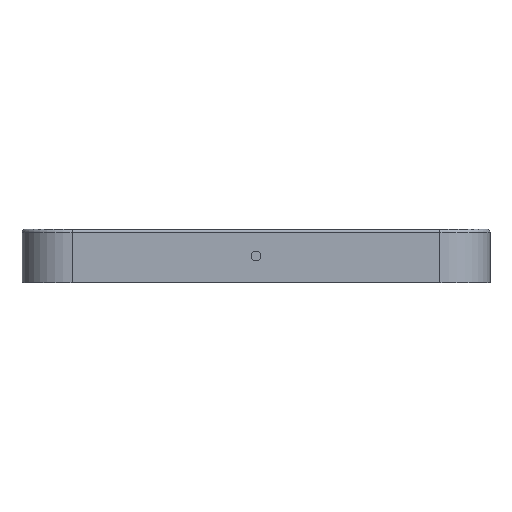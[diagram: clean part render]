
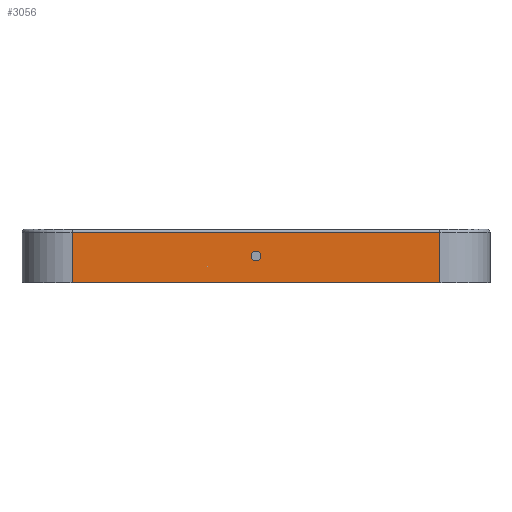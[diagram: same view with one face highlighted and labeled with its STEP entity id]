
A CAD part, left-side view. The second image highlights one B-rep face of the part: STEP entity #3056.
In plain terms, the highlighted planar face has unit normal (-1, 0, 0).
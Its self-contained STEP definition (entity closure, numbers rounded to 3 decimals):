
#296 = PLANE('',#297);
#297 = AXIS2_PLACEMENT_3D('',#298,#299,#300);
#298 = CARTESIAN_POINT('',(55.,-70.,30.));
#299 = DIRECTION('',(0.,0.,-1.));
#300 = DIRECTION('',(-1.,0.,0.));
#837 = VERTEX_POINT('',#838);
#838 = CARTESIAN_POINT('',(-55.,-55.,30.));
#853 = CYLINDRICAL_SURFACE('',#854,15.);
#854 = AXIS2_PLACEMENT_3D('',#855,#856,#857);
#855 = CARTESIAN_POINT('',(-40.,-55.,46.));
#856 = DIRECTION('',(0.,0.,-1.));
#857 = DIRECTION('',(0.,-1.,0.));
#865 = EDGE_CURVE('',#837,#866,#868,.T.);
#866 = VERTEX_POINT('',#867);
#867 = CARTESIAN_POINT('',(-55.,55.,30.));
#868 = SURFACE_CURVE('',#869,(#873,#880),.PCURVE_S1.);
#869 = LINE('',#870,#871);
#870 = CARTESIAN_POINT('',(-55.,-70.,30.));
#871 = VECTOR('',#872,1.);
#872 = DIRECTION('',(0.,1.,0.));
#873 = PCURVE('',#296,#874);
#874 = DEFINITIONAL_REPRESENTATION('',(#875),#879);
#875 = LINE('',#876,#877);
#876 = CARTESIAN_POINT('',(110.,0.));
#877 = VECTOR('',#878,1.);
#878 = DIRECTION('',(0.,1.));
#879 = ( GEOMETRIC_REPRESENTATION_CONTEXT(2) 
PARAMETRIC_REPRESENTATION_CONTEXT() REPRESENTATION_CONTEXT('2D SPACE',''
  ) );
#880 = PCURVE('',#881,#886);
#881 = PLANE('',#882);
#882 = AXIS2_PLACEMENT_3D('',#883,#884,#885);
#883 = CARTESIAN_POINT('',(-55.,-70.,46.));
#884 = DIRECTION('',(-1.,0.,0.));
#885 = DIRECTION('',(0.,0.,-1.));
#886 = DEFINITIONAL_REPRESENTATION('',(#887),#891);
#887 = LINE('',#888,#889);
#888 = CARTESIAN_POINT('',(16.,0.));
#889 = VECTOR('',#890,1.);
#890 = DIRECTION('',(0.,-1.));
#891 = ( GEOMETRIC_REPRESENTATION_CONTEXT(2) 
PARAMETRIC_REPRESENTATION_CONTEXT() REPRESENTATION_CONTEXT('2D SPACE',''
  ) );
#914 = CYLINDRICAL_SURFACE('',#915,15.);
#915 = AXIS2_PLACEMENT_3D('',#916,#917,#918);
#916 = CARTESIAN_POINT('',(-40.,55.,46.));
#917 = DIRECTION('',(0.,0.,-1.));
#918 = DIRECTION('',(0.,1.,0.));
#1796 = CYLINDRICAL_SURFACE('',#1797,1.);
#1797 = AXIS2_PLACEMENT_3D('',#1798,#1799,#1800);
#1798 = CARTESIAN_POINT('',(-54.,-70.,45.));
#1799 = DIRECTION('',(0.,1.,0.));
#1800 = DIRECTION('',(0.,0.,1.));
#3012 = VERTEX_POINT('',#3013);
#3013 = CARTESIAN_POINT('',(-55.,-55.,45.));
#3035 = EDGE_CURVE('',#3012,#837,#3036,.T.);
#3036 = SURFACE_CURVE('',#3037,(#3041,#3048),.PCURVE_S1.);
#3037 = LINE('',#3038,#3039);
#3038 = CARTESIAN_POINT('',(-55.,-55.,46.));
#3039 = VECTOR('',#3040,1.);
#3040 = DIRECTION('',(0.,0.,-1.));
#3041 = PCURVE('',#853,#3042);
#3042 = DEFINITIONAL_REPRESENTATION('',(#3043),#3047);
#3043 = LINE('',#3044,#3045);
#3044 = CARTESIAN_POINT('',(1.571,0.));
#3045 = VECTOR('',#3046,1.);
#3046 = DIRECTION('',(0.,1.));
#3047 = ( GEOMETRIC_REPRESENTATION_CONTEXT(2) 
PARAMETRIC_REPRESENTATION_CONTEXT() REPRESENTATION_CONTEXT('2D SPACE',''
  ) );
#3048 = PCURVE('',#881,#3049);
#3049 = DEFINITIONAL_REPRESENTATION('',(#3050),#3054);
#3050 = LINE('',#3051,#3052);
#3051 = CARTESIAN_POINT('',(0.,-15.));
#3052 = VECTOR('',#3053,1.);
#3053 = DIRECTION('',(1.,0.));
#3054 = ( GEOMETRIC_REPRESENTATION_CONTEXT(2) 
PARAMETRIC_REPRESENTATION_CONTEXT() REPRESENTATION_CONTEXT('2D SPACE',''
  ) );
#3056 = ADVANCED_FACE('',(#3057,#3105),#881,.T.);
#3057 = FACE_BOUND('',#3058,.T.);
#3058 = EDGE_LOOP('',(#3059,#3060,#3061,#3084));
#3059 = ORIENTED_EDGE('',*,*,#865,.F.);
#3060 = ORIENTED_EDGE('',*,*,#3035,.F.);
#3061 = ORIENTED_EDGE('',*,*,#3062,.T.);
#3062 = EDGE_CURVE('',#3012,#3063,#3065,.T.);
#3063 = VERTEX_POINT('',#3064);
#3064 = CARTESIAN_POINT('',(-55.,55.,45.));
#3065 = SURFACE_CURVE('',#3066,(#3070,#3077),.PCURVE_S1.);
#3066 = LINE('',#3067,#3068);
#3067 = CARTESIAN_POINT('',(-55.,-70.,45.));
#3068 = VECTOR('',#3069,1.);
#3069 = DIRECTION('',(0.,1.,0.));
#3070 = PCURVE('',#881,#3071);
#3071 = DEFINITIONAL_REPRESENTATION('',(#3072),#3076);
#3072 = LINE('',#3073,#3074);
#3073 = CARTESIAN_POINT('',(1.,0.));
#3074 = VECTOR('',#3075,1.);
#3075 = DIRECTION('',(0.,-1.));
#3076 = ( GEOMETRIC_REPRESENTATION_CONTEXT(2) 
PARAMETRIC_REPRESENTATION_CONTEXT() REPRESENTATION_CONTEXT('2D SPACE',''
  ) );
#3077 = PCURVE('',#1796,#3078);
#3078 = DEFINITIONAL_REPRESENTATION('',(#3079),#3083);
#3079 = LINE('',#3080,#3081);
#3080 = CARTESIAN_POINT('',(-1.571,0.));
#3081 = VECTOR('',#3082,1.);
#3082 = DIRECTION('',(-0.,1.));
#3083 = ( GEOMETRIC_REPRESENTATION_CONTEXT(2) 
PARAMETRIC_REPRESENTATION_CONTEXT() REPRESENTATION_CONTEXT('2D SPACE',''
  ) );
#3084 = ORIENTED_EDGE('',*,*,#3085,.T.);
#3085 = EDGE_CURVE('',#3063,#866,#3086,.T.);
#3086 = SURFACE_CURVE('',#3087,(#3091,#3098),.PCURVE_S1.);
#3087 = LINE('',#3088,#3089);
#3088 = CARTESIAN_POINT('',(-55.,55.,46.));
#3089 = VECTOR('',#3090,1.);
#3090 = DIRECTION('',(0.,0.,-1.));
#3091 = PCURVE('',#881,#3092);
#3092 = DEFINITIONAL_REPRESENTATION('',(#3093),#3097);
#3093 = LINE('',#3094,#3095);
#3094 = CARTESIAN_POINT('',(0.,-125.));
#3095 = VECTOR('',#3096,1.);
#3096 = DIRECTION('',(1.,0.));
#3097 = ( GEOMETRIC_REPRESENTATION_CONTEXT(2) 
PARAMETRIC_REPRESENTATION_CONTEXT() REPRESENTATION_CONTEXT('2D SPACE',''
  ) );
#3098 = PCURVE('',#914,#3099);
#3099 = DEFINITIONAL_REPRESENTATION('',(#3100),#3104);
#3100 = LINE('',#3101,#3102);
#3101 = CARTESIAN_POINT('',(-1.571,0.));
#3102 = VECTOR('',#3103,1.);
#3103 = DIRECTION('',(-0.,1.));
#3104 = ( GEOMETRIC_REPRESENTATION_CONTEXT(2) 
PARAMETRIC_REPRESENTATION_CONTEXT() REPRESENTATION_CONTEXT('2D SPACE',''
  ) );
#3105 = FACE_BOUND('',#3106,.T.);
#3106 = EDGE_LOOP('',(#3107));
#3107 = ORIENTED_EDGE('',*,*,#3108,.T.);
#3108 = EDGE_CURVE('',#3109,#3109,#3111,.T.);
#3109 = VERTEX_POINT('',#3110);
#3110 = CARTESIAN_POINT('',(-55.,0.,36.6));
#3111 = SURFACE_CURVE('',#3112,(#3117,#3128),.PCURVE_S1.);
#3112 = CIRCLE('',#3113,1.4);
#3113 = AXIS2_PLACEMENT_3D('',#3114,#3115,#3116);
#3114 = CARTESIAN_POINT('',(-55.,0.,38.));
#3115 = DIRECTION('',(1.,0.,0.));
#3116 = DIRECTION('',(0.,0.,-1.));
#3117 = PCURVE('',#881,#3118);
#3118 = DEFINITIONAL_REPRESENTATION('',(#3119),#3127);
#3119 = ( BOUNDED_CURVE() B_SPLINE_CURVE(2,(#3120,#3121,#3122,#3123,
#3124,#3125,#3126),.UNSPECIFIED.,.T.,.F.) B_SPLINE_CURVE_WITH_KNOTS((1,2
    ,2,2,2,1),(-2.094,0.,2.094,4.189,
6.283,8.378),.UNSPECIFIED.) CURVE() 
GEOMETRIC_REPRESENTATION_ITEM() RATIONAL_B_SPLINE_CURVE((1.,0.5,1.,0.5,
1.,0.5,1.)) REPRESENTATION_ITEM('') );
#3120 = CARTESIAN_POINT('',(9.4,-70.));
#3121 = CARTESIAN_POINT('',(9.4,-72.425));
#3122 = CARTESIAN_POINT('',(7.3,-71.212));
#3123 = CARTESIAN_POINT('',(5.2,-70.));
#3124 = CARTESIAN_POINT('',(7.3,-68.788));
#3125 = CARTESIAN_POINT('',(9.4,-67.575));
#3126 = CARTESIAN_POINT('',(9.4,-70.));
#3127 = ( GEOMETRIC_REPRESENTATION_CONTEXT(2) 
PARAMETRIC_REPRESENTATION_CONTEXT() REPRESENTATION_CONTEXT('2D SPACE',''
  ) );
#3128 = PCURVE('',#3129,#3134);
#3129 = CYLINDRICAL_SURFACE('',#3130,1.4);
#3130 = AXIS2_PLACEMENT_3D('',#3131,#3132,#3133);
#3131 = CARTESIAN_POINT('',(-60.,0.,38.));
#3132 = DIRECTION('',(1.,0.,0.));
#3133 = DIRECTION('',(0.,0.,-1.));
#3134 = DEFINITIONAL_REPRESENTATION('',(#3135),#3139);
#3135 = LINE('',#3136,#3137);
#3136 = CARTESIAN_POINT('',(0.,5.));
#3137 = VECTOR('',#3138,1.);
#3138 = DIRECTION('',(1.,0.));
#3139 = ( GEOMETRIC_REPRESENTATION_CONTEXT(2) 
PARAMETRIC_REPRESENTATION_CONTEXT() REPRESENTATION_CONTEXT('2D SPACE',''
  ) );
